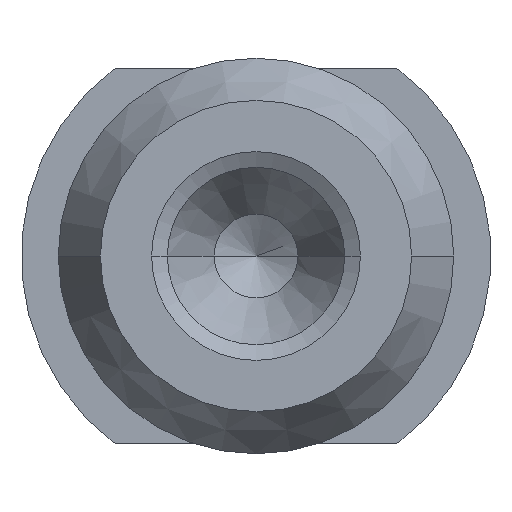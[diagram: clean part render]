
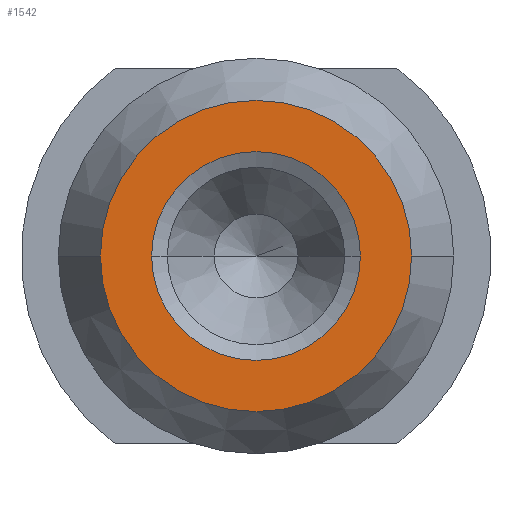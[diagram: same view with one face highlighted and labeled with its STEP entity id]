
A CAD part, left-side view. The second image highlights one B-rep face of the part: STEP entity #1542.
In plain terms, the highlighted planar face has unit normal (-1, 0, 0).
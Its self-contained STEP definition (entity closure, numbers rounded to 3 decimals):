
#529=CARTESIAN_POINT('',(-16.4,0.,0.));
#530=DIRECTION('',(-1.,0.,0.));
#531=DIRECTION('',(0.,1.,0.));
#532=AXIS2_PLACEMENT_3D('',#529,#530,#531);
#534=CARTESIAN_POINT('',(-16.4,0.,0.));
#535=DIRECTION('',(1.,0.,0.));
#536=DIRECTION('',(0.,1.,0.));
#537=AXIS2_PLACEMENT_3D('',#534,#535,#536);
#539=CARTESIAN_POINT('',(-16.4,0.,0.));
#540=DIRECTION('',(1.,0.,0.));
#541=DIRECTION('',(0.,1.,0.));
#542=AXIS2_PLACEMENT_3D('',#539,#540,#541);
#544=CARTESIAN_POINT('',(-16.4,0.,0.));
#545=DIRECTION('',(1.,0.,0.));
#546=DIRECTION('',(0.,-1.,0.));
#547=AXIS2_PLACEMENT_3D('',#544,#545,#546);
#612=CARTESIAN_POINT('',(-16.4,7.454,0.));
#614=VERTEX_POINT('',#612);
#622=CARTESIAN_POINT('',(-16.4,-7.454,0.));
#624=VERTEX_POINT('',#622);
#709=CARTESIAN_POINT('',(-16.4,5.,0.));
#710=CARTESIAN_POINT('',(-16.4,-5.,0.));
#711=VERTEX_POINT('',#709);
#712=VERTEX_POINT('',#710);
#1527=CARTESIAN_POINT('',(-16.4,0.,0.));
#1528=DIRECTION('',(1.,0.,0.));
#1529=DIRECTION('',(0.,-1.,0.));
#1530=AXIS2_PLACEMENT_3D('',#1527,#1528,#1529);
#1531=PLANE('',#1530);
#1532=ORIENTED_EDGE('',*,*,#1520,.F.);
#1533=ORIENTED_EDGE('',*,*,#1509,.T.);
#1534=EDGE_LOOP('',(#1532,#1533));
#1535=FACE_OUTER_BOUND('',#1534,.F.);
#1537=ORIENTED_EDGE('',*,*,#1536,.F.);
#1539=ORIENTED_EDGE('',*,*,#1538,.F.);
#1540=EDGE_LOOP('',(#1537,#1539));
#1541=FACE_BOUND('',#1540,.F.);
#1542=ADVANCED_FACE('',(#1535,#1541),#1531,.F.);
#533=CIRCLE('',#532,7.454);
#538=CIRCLE('',#537,7.454);
#543=CIRCLE('',#542,5.);
#548=CIRCLE('',#547,5.);
#1509=EDGE_CURVE('',#614,#624,#538,.T.);
#1520=EDGE_CURVE('',#614,#624,#533,.T.);
#1536=EDGE_CURVE('',#711,#712,#543,.T.);
#1538=EDGE_CURVE('',#712,#711,#548,.T.);
